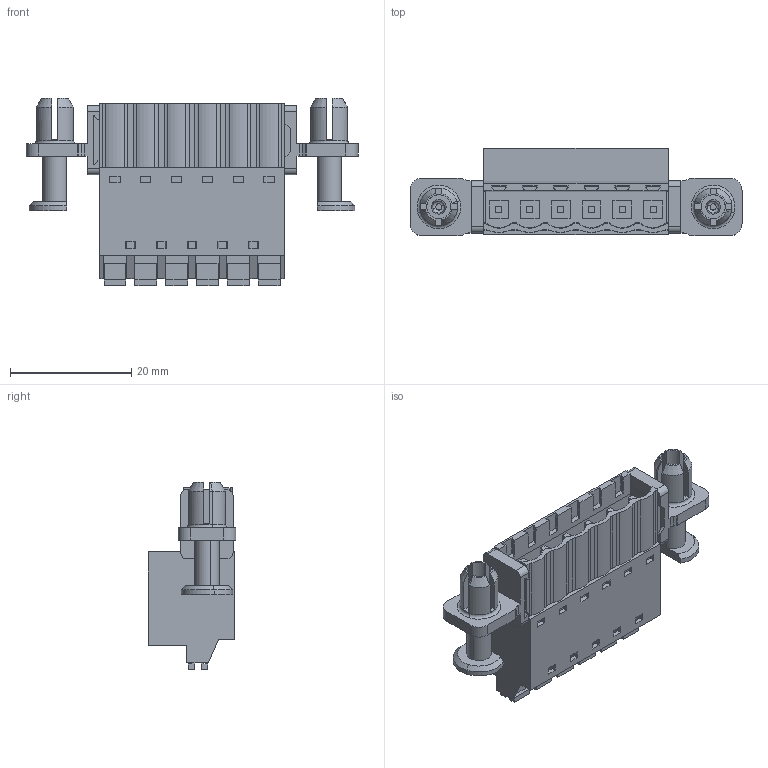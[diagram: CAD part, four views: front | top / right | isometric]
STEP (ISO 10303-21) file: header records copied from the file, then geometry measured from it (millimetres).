
FILE_DESCRIPTION(('CATIA V5 STEP Exchange','CAx-IF Rec.Pracs.--- Model Styling and Organization---1.4--- 2014-01-23'),'2;1');
FILE_NAME ('012341-2_0_1353630000_1353630000.stp','2022-05-18T13:50:49+00:00',('none'),('Weidmueller'),'CATIA Version 5-6 Release 2016 SP3 HF44','CATIA V5 STEP AP214','none');
FILE_SCHEMA(('AUTOMOTIVE_DESIGN { 1 0 10303 214 1 1 1 1 }'));
Length unit declared in the file: millimetre
Products named in the file (1): 1353630000
Bounding box: 54.68 x 14.41 x 30.85 mm (x, y, z)
Volume: 7875.1 mm3; surface area: 8282.2 mm2
Topology: 15 solids, 15 shells, 779 faces, 2079 edges, 1364 vertices
Faces by surface type: plane 647, cylinder 92, cone 20, extrusion 12, torus 8
Entity records: 23309 total; most frequent: CARTESIAN_POINT 4802, ORIENTED_EDGE 4158, DIRECTION 3003, EDGE_CURVE 2079, VECTOR 1795, LINE 1783, VERTEX_POINT 1364, EDGE_LOOP 845
